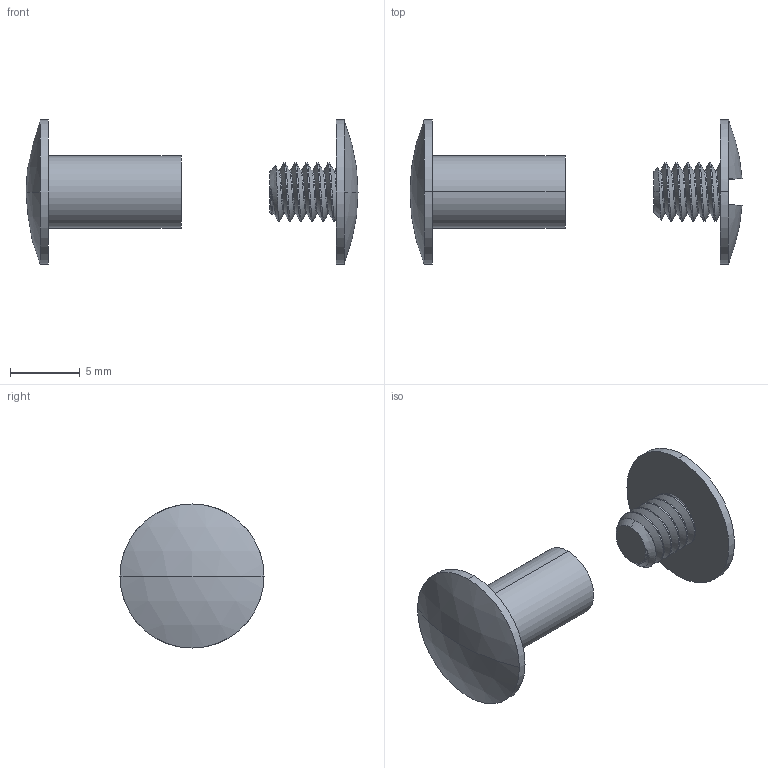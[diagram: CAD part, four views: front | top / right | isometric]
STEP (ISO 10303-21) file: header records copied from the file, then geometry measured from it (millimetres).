
FILE_DESCRIPTION (( 'STEP AP203' ), '1' );
FILE_NAME ('95519A625.step', '2014-02-17T13:49:08', ( '' ), ( '' ), 'SwSTEP 2.0', 'SolidWorks 2010', '' );
FILE_SCHEMA (( 'CONFIG_CONTROL_DESIGN' ));
Length unit declared in the file: inch
Products named in the file (1): 95519A625
Bounding box: 23.78 x 10.32 x 10.32 mm (x, y, z)
Volume: 350.1 mm3; surface area: 759.5 mm2
Topology: 2 solids, 2 shells, 60 faces, 153 edges, 100 vertices
Faces by surface type: cylinder 35, plane 8, sphere 6, bspline 6, cone 5
Entity records: 4270 total; most frequent: CARTESIAN_POINT 2940, ORIENTED_EDGE 306, DIRECTION 223, EDGE_CURVE 153, VERTEX_POINT 100, AXIS2_PLACEMENT_3D 92, EDGE_LOOP 63, ADVANCED_FACE 60
